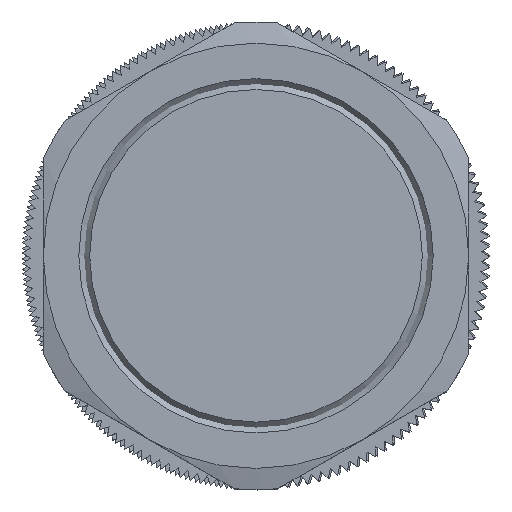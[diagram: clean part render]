
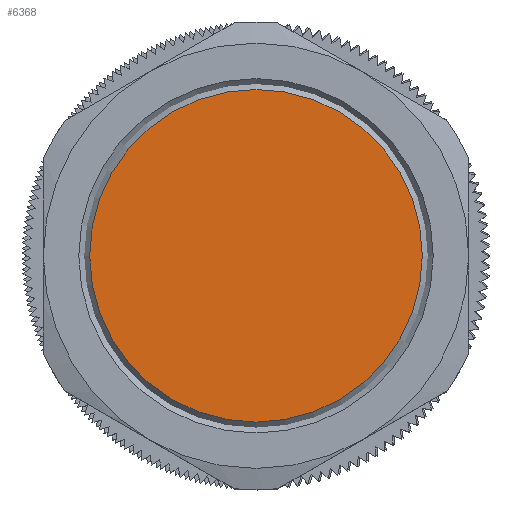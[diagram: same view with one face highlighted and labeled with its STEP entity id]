
A CAD part, top view. The second image highlights one B-rep face of the part: STEP entity #6368.
In plain terms, the highlighted face is planar.
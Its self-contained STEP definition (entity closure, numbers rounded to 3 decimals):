
#1820=PLANE('',#6732);
#2127=CIRCLE('',#6733,14.08);
#2172=ORIENTED_EDGE('',*,*,#4060,.F.);
#4060=EDGE_CURVE('',#5004,#5004,#2127,.T.);
#5004=VERTEX_POINT('',#8763);
#5638=EDGE_LOOP('',(#2172));
#5995=FACE_BOUND('',#5638,.T.);
#6368=ADVANCED_FACE('',(#5995),#1820,.F.);
#6732=AXIS2_PLACEMENT_3D('',#8761,#7120,#7121);
#6733=AXIS2_PLACEMENT_3D('',#8762,#7122,#7123);
#7120=DIRECTION('',(1.,0.,0.));
#7121=DIRECTION('',(0.,0.,-1.));
#7122=DIRECTION('',(1.,0.,0.));
#7123=DIRECTION('',(0.,0.,-1.));
#8761=CARTESIAN_POINT('',(0.,0.,0.));
#8762=CARTESIAN_POINT('',(0.,0.,0.));
#8763=CARTESIAN_POINT('',(0.,0.,-14.08));
